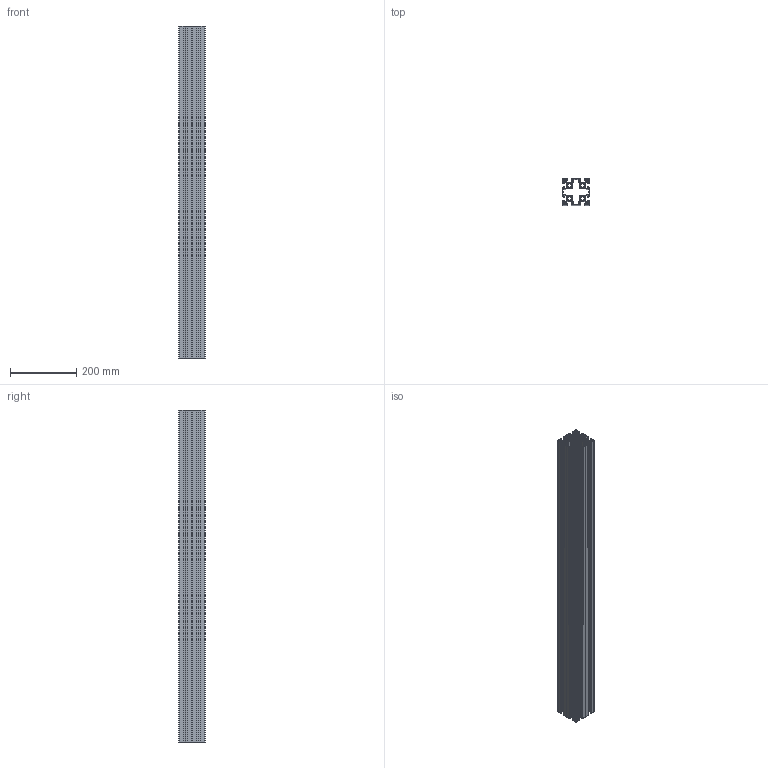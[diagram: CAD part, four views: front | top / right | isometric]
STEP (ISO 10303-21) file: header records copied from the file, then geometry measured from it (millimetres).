
FILE_DESCRIPTION (( 'STEP AP214' ), '1' );
FILE_NAME ('488LX Êîíñòðóêöèîííûé ïðîôèëü 80õ80L.STEP', '2019-10-31T14:35:23', ( 'Windows User' ), ( '' ), 'SwSTEP 2.0', 'SolidWorks 2019', '' );
FILE_SCHEMA (( 'AUTOMOTIVE_DESIGN' ));
Length unit declared in the file: millimetre
Products named in the file (1): 488LX Êîíñòðóêöèîííûé ïðîôèëü 80õ80L
Bounding box: 80 x 80 x 1000 mm (x, y, z)
Volume: 1301244.9 mm3; surface area: 1443288.3 mm2
Topology: 1 solids, 1 shells, 830 faces, 2484 edges, 1656 vertices
Faces by surface type: plane 434, cylinder 396
Entity records: 28210 total; most frequent: CARTESIAN_POINT 4971, ORIENTED_EDGE 4968, DIRECTION 4938, EDGE_CURVE 2484, LINE 1692, VECTOR 1692, VERTEX_POINT 1656, AXIS2_PLACEMENT_3D 1623
